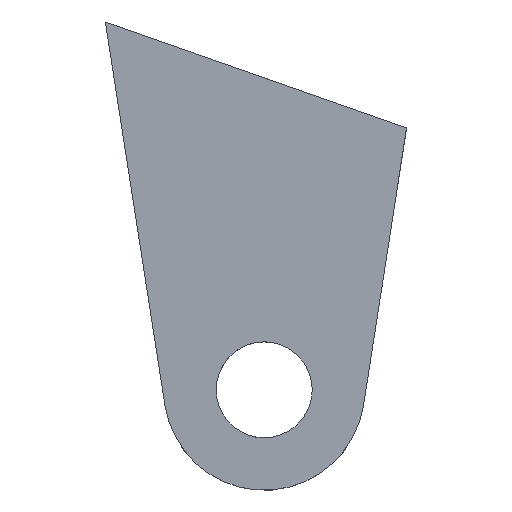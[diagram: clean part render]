
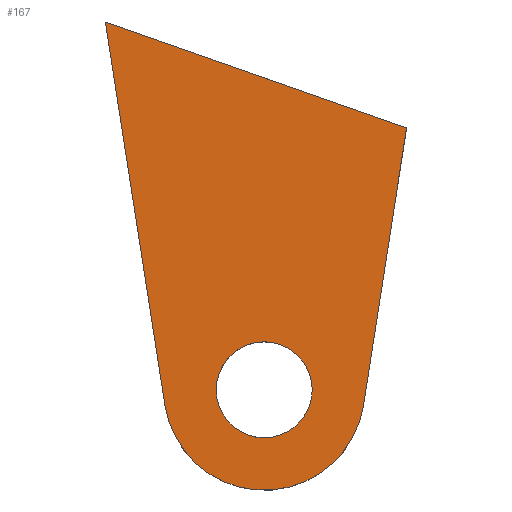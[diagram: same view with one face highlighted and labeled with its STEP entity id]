
A CAD part, top view. The second image highlights one B-rep face of the part: STEP entity #167.
In plain terms, the highlighted planar face has unit normal (0, 0, 1).
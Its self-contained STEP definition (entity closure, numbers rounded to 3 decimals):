
#61=CARTESIAN_POINT('Vertex',(-6.62,-1.029,-10.)) ;
#77=CARTESIAN_POINT('Vertex',(6.62,-1.029,-10.)) ;
#80=CARTESIAN_POINT('Axis2P3D Location',(0.,0.,-10.)) ;
#101=CARTESIAN_POINT('Vertex',(9.495,17.465,-10.)) ;
#106=CARTESIAN_POINT('Line Origine',(8.058,8.218,-10.)) ;
#123=CARTESIAN_POINT('Axis2P3D Location',(0.,0.,-10.)) ;
#128=CARTESIAN_POINT('Line Origine',(-8.607,11.751,-10.)) ;
#132=CARTESIAN_POINT('Vertex',(-10.594,24.531,-10.)) ;
#136=CARTESIAN_POINT('Control Point',(9.495,17.465,-10.)) ;
#137=CARTESIAN_POINT('Control Point',(5.477,18.877,-10.)) ;
#138=CARTESIAN_POINT('Control Point',(1.459,20.289,-10.)) ;
#139=CARTESIAN_POINT('Control Point',(-2.559,21.702,-10.)) ;
#140=CARTESIAN_POINT('Control Point',(-6.577,23.116,-10.)) ;
#141=CARTESIAN_POINT('Control Point',(-10.594,24.531,-10.)) ;
#149=CARTESIAN_POINT('Axis2P3D Location',(0.,0.,-10.)) ;
#153=CARTESIAN_POINT('Vertex',(3.2,0.,-10.)) ;
#155=CARTESIAN_POINT('Vertex',(-3.2,0.,-10.)) ;
#158=CARTESIAN_POINT('Axis2P3D Location',(0.,0.,-10.)) ;
#81=DIRECTION('Axis2P3D Direction',(0.,0.,1.)) ;
#107=DIRECTION('Vector Direction',(-0.154,-0.988,0.)) ;
#124=DIRECTION('Axis2P3D Direction',(0.,0.,1.)) ;
#125=DIRECTION('Axis2P3D XDirection',(1.,0.,0.)) ;
#129=DIRECTION('Vector Direction',(-0.154,0.988,0.)) ;
#150=DIRECTION('Axis2P3D Direction',(0.,0.,1.)) ;
#159=DIRECTION('Axis2P3D Direction',(0.,0.,1.)) ;
#82=AXIS2_PLACEMENT_3D('Circle Axis2P3D',#80,#81,$) ;
#126=AXIS2_PLACEMENT_3D('Plane Axis2P3D',#123,#124,#125) ;
#151=AXIS2_PLACEMENT_3D('Circle Axis2P3D',#149,#150,$) ;
#160=AXIS2_PLACEMENT_3D('Circle Axis2P3D',#158,#159,$) ;
#144=ORIENTED_EDGE('',*,*,#134,.F.) ;
#145=ORIENTED_EDGE('',*,*,#84,.T.) ;
#146=ORIENTED_EDGE('',*,*,#110,.F.) ;
#147=ORIENTED_EDGE('',*,*,#142,.T.) ;
#164=ORIENTED_EDGE('',*,*,#157,.F.) ;
#165=ORIENTED_EDGE('',*,*,#162,.F.) ;
#166=FACE_BOUND('',#163,.T.) ;
#108=VECTOR('Line Direction',#107,1.) ;
#130=VECTOR('Line Direction',#129,1.) ;
#167=ADVANCED_FACE('Corps principal',(#148,#166),#127,.T.) ;
#135=B_SPLINE_CURVE_WITH_KNOTS('',5,(#136,#137,#138,#139,#140,#141),.UNSPECIFIED.,.F.,.U.,(6,6),(0.,36.885),.UNSPECIFIED.) ;
#83=CIRCLE('generated circle',#82,6.7) ;
#152=CIRCLE('generated circle',#151,3.2) ;
#161=CIRCLE('generated circle',#160,3.2) ;
#84=EDGE_CURVE('',#62,#78,#83,.T.) ;
#110=EDGE_CURVE('',#102,#78,#109,.T.) ;
#134=EDGE_CURVE('',#62,#133,#131,.T.) ;
#142=EDGE_CURVE('',#102,#133,#135,.T.) ;
#157=EDGE_CURVE('',#154,#156,#152,.T.) ;
#162=EDGE_CURVE('',#156,#154,#161,.T.) ;
#143=EDGE_LOOP('',(#144,#145,#146,#147)) ;
#163=EDGE_LOOP('',(#164,#165)) ;
#148=FACE_OUTER_BOUND('',#143,.T.) ;
#109=LINE('Line',#106,#108) ;
#131=LINE('Line',#128,#130) ;
#127=PLANE('Plane',#126) ;
#62=VERTEX_POINT('',#61) ;
#78=VERTEX_POINT('',#77) ;
#102=VERTEX_POINT('',#101) ;
#133=VERTEX_POINT('',#132) ;
#154=VERTEX_POINT('',#153) ;
#156=VERTEX_POINT('',#155) ;
